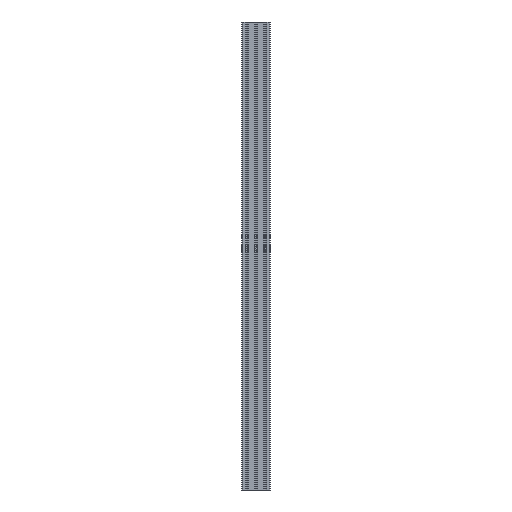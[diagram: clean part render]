
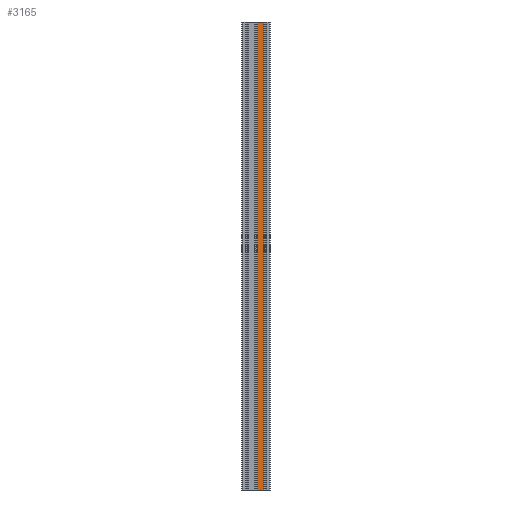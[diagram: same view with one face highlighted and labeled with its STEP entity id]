
A CAD part, front view. The second image highlights one B-rep face of the part: STEP entity #3165.
In plain terms, the highlighted planar face has unit normal (0, -1, 0).
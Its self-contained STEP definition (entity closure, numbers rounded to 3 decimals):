
#318=FACE_OUTER_BOUND($,#484,.T.);
#484=EDGE_LOOP($,(#2228,#2229,#2230,#2231));
#694=LINE($,#4853,#1014);
#695=LINE($,#4856,#1015);
#696=LINE($,#4858,#1016);
#697=LINE($,#4859,#1017);
#1014=VECTOR($,#3871,1000.);
#1015=VECTOR($,#3874,13.4);
#1016=VECTOR($,#3875,13.4);
#1017=VECTOR($,#3876,1000.);
#1340=VERTEX_POINT($,#4849);
#1341=VERTEX_POINT($,#4851);
#1342=VERTEX_POINT($,#4855);
#1343=VERTEX_POINT($,#4857);
#1704=EDGE_CURVE($,#1340,#1341,#694,.T.);
#1705=EDGE_CURVE($,#1342,#1340,#695,.T.);
#1706=EDGE_CURVE($,#1343,#1341,#696,.T.);
#1707=EDGE_CURVE($,#1342,#1343,#697,.T.);
#2228=ORIENTED_EDGE($,*,*,#1705,.T.);
#2229=ORIENTED_EDGE($,*,*,#1704,.T.);
#2230=ORIENTED_EDGE($,*,*,#1706,.F.);
#2231=ORIENTED_EDGE($,*,*,#1707,.F.);
#3061=PLANE($,#3377);
#3165=ADVANCED_FACE($,(#318),#3061,.T.);
#3377=AXIS2_PLACEMENT_3D($,#4854,#3872,#3873);
#3871=DIRECTION($,(0.,0.,1.));
#3872=DIRECTION('center_axis',(0.,-1.,0.));
#3873=DIRECTION('ref_axis',(1.,0.,0.));
#3874=DIRECTION($,(1.,0.,0.));
#3875=DIRECTION($,(1.,0.,0.));
#3876=DIRECTION($,(0.,0.,1.));
#4849=CARTESIAN_POINT('',(16.7,-10.,0.));
#4851=CARTESIAN_POINT('',(16.7,-10.,1000.));
#4853=CARTESIAN_POINT($,(16.7,-10.,0.));
#4854=CARTESIAN_POINT('Origin',(3.3,-10.,0.));
#4855=CARTESIAN_POINT('',(3.3,-10.,0.));
#4856=CARTESIAN_POINT($,(3.3,-10.,0.));
#4857=CARTESIAN_POINT('',(3.3,-10.,1000.));
#4858=CARTESIAN_POINT($,(3.3,-10.,1000.));
#4859=CARTESIAN_POINT($,(3.3,-10.,0.));
